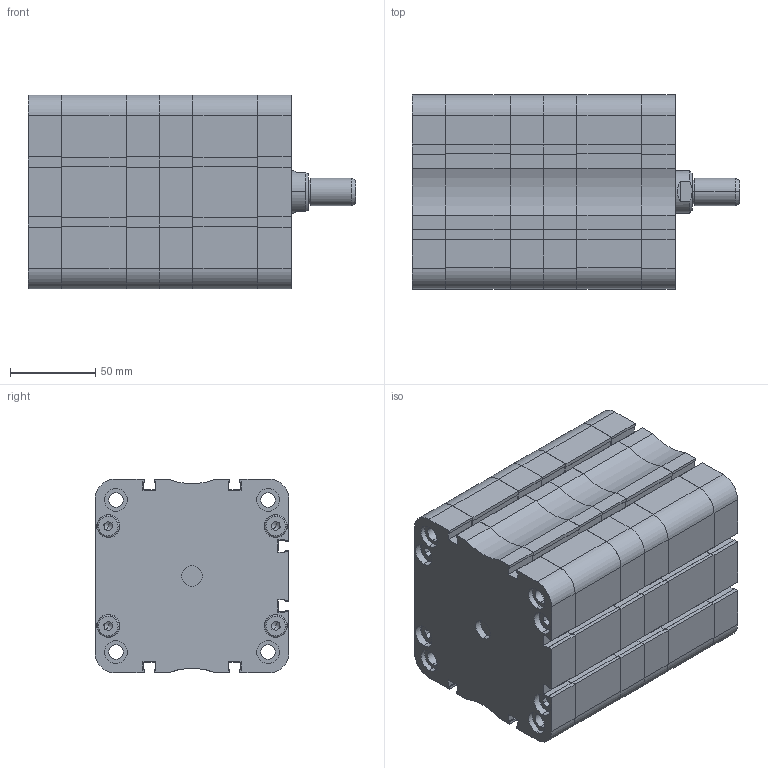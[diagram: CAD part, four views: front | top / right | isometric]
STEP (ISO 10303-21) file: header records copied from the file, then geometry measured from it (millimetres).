
FILE_DESCRIPTION (( 'STEP AP214' ), '1' );
FILE_NAME ('SM_019_100_0010_NP.STEP', '2019-11-22T12:02:56', ( '' ), ( '' ), 'SwSTEP 2.0', 'SolidWorks 2019', '' );
FILE_SCHEMA (( 'AUTOMOTIVE_DESIGN' ));
Length unit declared in the file: millimetre
Products named in the file (25): Kopia T硂k^T硂k kpl_TANDEM_T坥k - D100; Kopia Pokrywa przód_Smart - Pok prz¢d - D100; Kopia Magnes^T³ok kpl_TANDEM_Magnes D100; Kopia Pokrywa ty³^Pokrywa ty³ kpl_TANDEM 2_Smart - Pok tyˆ - D100; Kopia SMART - U. t硂ka lu焠a^T硂k kpl_TANDEM_U. t坥ka lu玭a - D100; SM_019_100_0010_NP; Kopia SMART - U. t³oka wklejana^T³ok kpl_TANDEM_U. tˆoka wklejana - D100; socket set screw flat point_iso_ISO 4026 - M12 x 60-N; socket head thin cap screw_din_DIN 7984 - M12 x 40 --- 40N; Pokrywa przód kpl^TANDEM_Pokrywa prz¢d kpl - D100; T硂k kpl^TANDEM_T坥k kpl - D100; Kopia SMART - U. typ Oring - pokrywa^Pokrywa przód kpl_TANDEM_U. typ Oring - D100; T³oczysko^TANDEM - 2_Tˆoczysko - D100; Kopia SMART - U. t³oka S^T³ok kpl_TANDEM_U. tˆoka S - D100; socket head thin cap screw_din_DIN 7984 - M8 x 25 --- 21.25N; Kopia SMART - U. t³oczyska^Pokrywa przód kpl_TANDEM_U. tˆoczyska - D100; Pokrywa ty³ kpl^TANDEM 2_Pok tyˆ - D100; T³oczysko^TANDEM_Tˆoczysko - D100; Kopia Tuleja prowadz¹ca^Pokrywa przód kpl_TANDEM_Tuleja prowadz¥ca - D100; Kopia SMART - U. typ Oring - pokrywa^Pokrywa ty³ kpl_TANDEM 2_U. typ Oring - D100; Kopia Pierœcieñ prowadz¹cy^T³ok kpl_TANDEM_Pier˜cieä prowadz¥cy D100; Tuleja^TANDEM_Tuleja - D100
Assembly tree (54 placements, depth 3):
  SM_019_100_0010_NP
    Pokrywa przód kpl^TANDEM_Pokrywa prz¢d kpl - D100
      Kopia Pokrywa przód_Smart - Pok prz¢d - D100
      Kopia SMART - U. typ Oring - pokrywa^Pokrywa przód kpl_TANDEM_U. typ Oring - D100
      Kopia Tuleja prowadz¹ca^Pokrywa przód kpl_TANDEM_Tuleja prowadz¥ca - D100
      Kopia SMART - U. t³oczyska^Pokrywa przód kpl_TANDEM_U. tˆoczyska - D100
    Tuleja^TANDEM_Tuleja - D100  x2
    T硂k kpl^TANDEM_T坥k kpl - D100
      Kopia T硂k^T硂k kpl_TANDEM_T坥k - D100
      Kopia Magnes^T³ok kpl_TANDEM_Magnes D100
      Kopia Pierœcieñ prowadz¹cy^T³ok kpl_TANDEM_Pier˜cieä prowadz¥cy D100
      Kopia SMART - U. t硂ka lu焠a^T硂k kpl_TANDEM_U. t坥ka lu玭a - D100
      Kopia SMART - U. t³oka wklejana^T³ok kpl_TANDEM_U. tˆoka wklejana - D100
      Kopia SMART - U. t³oka S^T³ok kpl_TANDEM_U. tˆoka S - D100
    T³oczysko^TANDEM_Tˆoczysko - D100
    socket head thin cap screw_din_DIN 7984 - M12 x 40 --- 40N
    socket head thin cap screw_din_DIN 7984 - M8 x 25 --- 21.25N  x16
    Pokrywa przód kpl^TANDEM_Pokrywa prz¢d kpl - D100
      Kopia Pokrywa przód_Smart - Pok prz¢d - D100
      Kopia SMART - U. typ Oring - pokrywa^Pokrywa przód kpl_TANDEM_U. typ Oring - D100
      Kopia Tuleja prowadz¹ca^Pokrywa przód kpl_TANDEM_Tuleja prowadz¥ca - D100
      Kopia SMART - U. t³oczyska^Pokrywa przód kpl_TANDEM_U. tˆoczyska - D100
    Pokrywa przód kpl^TANDEM_Pokrywa prz¢d kpl - D100
      Kopia Pokrywa przód_Smart - Pok prz¢d - D100
      Kopia SMART - U. typ Oring - pokrywa^Pokrywa przód kpl_TANDEM_U. typ Oring - D100
      Kopia Tuleja prowadz¹ca^Pokrywa przód kpl_TANDEM_Tuleja prowadz¥ca - D100
      Kopia SMART - U. t³oczyska^Pokrywa przód kpl_TANDEM_U. tˆoczyska - D100
    T硂k kpl^TANDEM_T坥k kpl - D100
      Kopia T硂k^T硂k kpl_TANDEM_T坥k - D100
      Kopia Magnes^T³ok kpl_TANDEM_Magnes D100
      Kopia Pierœcieñ prowadz¹cy^T³ok kpl_TANDEM_Pier˜cieä prowadz¥cy D100
      Kopia SMART - U. t硂ka lu焠a^T硂k kpl_TANDEM_U. t坥ka lu玭a - D100
      Kopia SMART - U. t³oka wklejana^T³ok kpl_TANDEM_U. tˆoka wklejana - D100
      Kopia SMART - U. t³oka S^T³ok kpl_TANDEM_U. tˆoka S - D100
    socket set screw flat point_iso_ISO 4026 - M12 x 60-N
    Pokrywa ty³ kpl^TANDEM 2_Pok tyˆ - D100
      Kopia Pokrywa ty³^Pokrywa ty³ kpl_TANDEM 2_Smart - Pok tyˆ - D100
      Kopia SMART - U. typ Oring - pokrywa^Pokrywa ty³ kpl_TANDEM 2_U. typ Oring - D100
    T³oczysko^TANDEM - 2_Tˆoczysko - D100
Bounding box: 192 x 113.5 x 113.5 mm (x, y, z)
Volume: 1251105 mm3; surface area: 515365.8 mm2
Topology: 50 solids, 50 shells, 2188 faces, 5420 edges, 3483 vertices
Faces by surface type: plane 1133, cylinder 606, bspline 216, cone 165, torus 68
Entity records: 35051 total; most frequent: CARTESIAN_POINT 11201, ORIENTED_EDGE 4702, DIRECTION 4552, EDGE_CURVE 2351, AXIS2_PLACEMENT_3D 1557, VERTEX_POINT 1542, LINE 1438, VECTOR 1438
